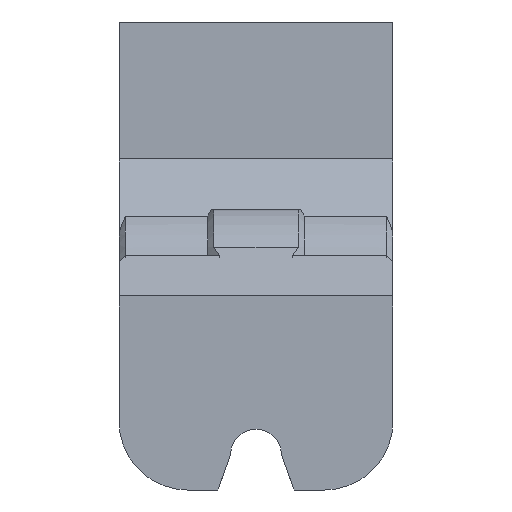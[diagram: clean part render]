
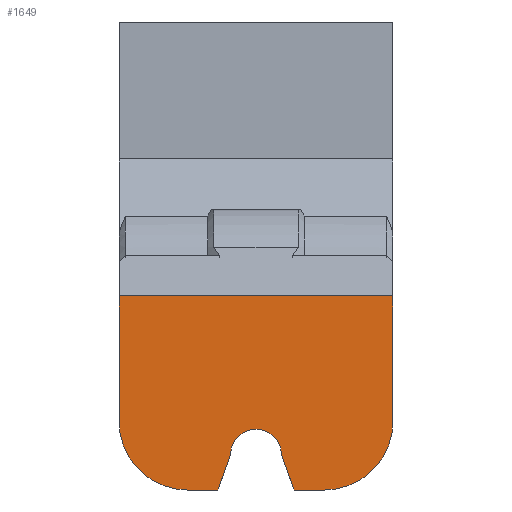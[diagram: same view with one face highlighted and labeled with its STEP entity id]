
A CAD part, left-side view. The second image highlights one B-rep face of the part: STEP entity #1649.
In plain terms, the highlighted planar face has unit normal (-1, 0, 0).
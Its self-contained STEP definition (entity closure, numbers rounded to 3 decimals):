
#97=LINE('',#2337,#228);
#101=LINE('',#2345,#232);
#103=LINE('',#2348,#234);
#106=LINE('',#2357,#237);
#109=LINE('',#2362,#240);
#110=LINE('',#2365,#241);
#113=LINE('',#2372,#244);
#228=VECTOR('',#1948,9.);
#232=VECTOR('',#1956,9.);
#234=VECTOR('',#1960,9.);
#237=VECTOR('',#1969,10.);
#240=VECTOR('',#1974,10.);
#241=VECTOR('',#1977,9.);
#244=VECTOR('',#1986,9.);
#344=PLANE('',#1771);
#393=FACE_OUTER_BOUND('',#489,.T.);
#489=EDGE_LOOP('',(#1236,#1237,#1238,#1239,#1240,#1241,#1242,#1243,#1244,
#1245));
#656=CIRCLE('',#1764,1.);
#657=CIRCLE('',#1769,2.7);
#658=CIRCLE('',#1772,2.7);
#723=VERTEX_POINT('',#2334);
#724=VERTEX_POINT('',#2336);
#725=VERTEX_POINT('',#2342);
#726=VERTEX_POINT('',#2344);
#727=VERTEX_POINT('',#2350);
#728=VERTEX_POINT('',#2352);
#729=VERTEX_POINT('',#2356);
#730=VERTEX_POINT('',#2360);
#731=VERTEX_POINT('',#2364);
#732=VERTEX_POINT('',#2368);
#904=EDGE_CURVE('',#724,#723,#97,.T.);
#908=EDGE_CURVE('',#725,#726,#101,.T.);
#910=EDGE_CURVE('',#725,#724,#103,.T.);
#912=EDGE_CURVE('',#728,#727,#656,.T.);
#914=EDGE_CURVE('',#729,#728,#106,.T.);
#917=EDGE_CURVE('',#727,#730,#109,.T.);
#918=EDGE_CURVE('',#729,#731,#110,.T.);
#920=EDGE_CURVE('',#726,#732,#657,.T.);
#922=EDGE_CURVE('',#732,#730,#113,.T.);
#923=EDGE_CURVE('',#731,#723,#658,.T.);
#1236=ORIENTED_EDGE('',*,*,#917,.T.);
#1237=ORIENTED_EDGE('',*,*,#922,.F.);
#1238=ORIENTED_EDGE('',*,*,#920,.F.);
#1239=ORIENTED_EDGE('',*,*,#908,.F.);
#1240=ORIENTED_EDGE('',*,*,#910,.T.);
#1241=ORIENTED_EDGE('',*,*,#904,.T.);
#1242=ORIENTED_EDGE('',*,*,#923,.F.);
#1243=ORIENTED_EDGE('',*,*,#918,.F.);
#1244=ORIENTED_EDGE('',*,*,#914,.T.);
#1245=ORIENTED_EDGE('',*,*,#912,.T.);
#1649=ADVANCED_FACE('',(#393),#344,.T.);
#1764=AXIS2_PLACEMENT_3D('',#2353,#1964,#1965);
#1769=AXIS2_PLACEMENT_3D('',#2369,#1981,#1982);
#1771=AXIS2_PLACEMENT_3D('',#2373,#1987,#1988);
#1772=AXIS2_PLACEMENT_3D('',#2374,#1989,#1990);
#1948=DIRECTION('',(0.,0.,-1.));
#1956=DIRECTION('',(0.,0.,-1.));
#1960=DIRECTION('',(0.,1.,0.));
#1964=DIRECTION('center_axis',(1.,0.,0.));
#1965=DIRECTION('ref_axis',(0.,0.,1.));
#1969=DIRECTION('',(0.,-0.336,0.942));
#1974=DIRECTION('',(0.,-0.336,-0.942));
#1977=DIRECTION('',(0.,1.,0.));
#1981=DIRECTION('center_axis',(1.,0.,0.));
#1982=DIRECTION('ref_axis',(0.,-0.707,-0.707));
#1986=DIRECTION('',(0.,1.,0.));
#1987=DIRECTION('center_axis',(-1.,0.,0.));
#1988=DIRECTION('ref_axis',(0.,0.,1.));
#1989=DIRECTION('center_axis',(1.,0.,0.));
#1990=DIRECTION('ref_axis',(0.,0.707,-0.707));
#2334=CARTESIAN_POINT('',(-9.6,12.,-4.95));
#2336=CARTESIAN_POINT('',(-9.6,12.,0.));
#2337=CARTESIAN_POINT('',(-9.6,12.,-5.738));
#2342=CARTESIAN_POINT('',(-9.6,1.2,0.));
#2344=CARTESIAN_POINT('',(-9.6,1.2,-4.95));
#2345=CARTESIAN_POINT('',(-9.6,1.2,0.));
#2348=CARTESIAN_POINT('',(-9.6,1.2,0.));
#2350=CARTESIAN_POINT('',(-9.6,5.6,-6.25));
#2352=CARTESIAN_POINT('',(-9.6,7.6,-6.25));
#2353=CARTESIAN_POINT('Origin',(-9.6,6.6,-6.25));
#2356=CARTESIAN_POINT('',(-9.6,8.1,-7.65));
#2357=CARTESIAN_POINT('',(-9.6,7.71,-6.557));
#2360=CARTESIAN_POINT('',(-9.6,5.1,-7.65));
#2362=CARTESIAN_POINT('',(-9.6,5.129,-7.568));
#2364=CARTESIAN_POINT('',(-9.6,9.3,-7.65));
#2365=CARTESIAN_POINT('',(-9.6,1.2,-7.65));
#2368=CARTESIAN_POINT('',(-9.6,3.9,-7.65));
#2369=CARTESIAN_POINT('Origin',(-9.6,3.9,-4.95));
#2372=CARTESIAN_POINT('',(-9.6,1.2,-7.65));
#2373=CARTESIAN_POINT('Origin',(-9.6,1.2,-7.65));
#2374=CARTESIAN_POINT('Origin',(-9.6,9.3,-4.95));
